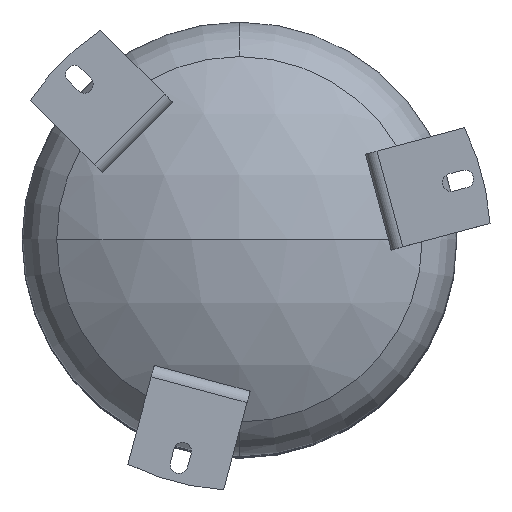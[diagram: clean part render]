
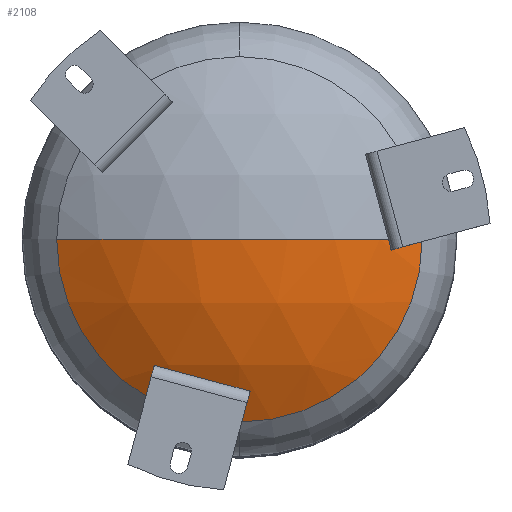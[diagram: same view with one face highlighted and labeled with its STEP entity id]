
A CAD part, top view. The second image highlights one B-rep face of the part: STEP entity #2108.
In plain terms, the highlighted spherical face has radius 170 mm.
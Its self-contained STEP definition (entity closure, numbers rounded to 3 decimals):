
#1667=CARTESIAN_POINT('',(37.176,-3.792,97.959));
#1668=DIRECTION('',(0.,1.,0.));
#1669=DIRECTION('',(0.,0.,1.));
#1670=AXIS2_PLACEMENT_3D('',#1667,#1668,#1669);
#1672=CARTESIAN_POINT('',(37.176,-3.792,97.959));
#1673=DIRECTION('',(0.,-1.,0.));
#1674=DIRECTION('',(0.,0.,1.));
#1675=AXIS2_PLACEMENT_3D('',#1672,#1673,#1674);
#1677=CARTESIAN_POINT('',(37.176,-3.792,240.859));
#1678=DIRECTION('',(0.,0.,1.));
#1679=DIRECTION('',(0.,-1.,0.));
#1680=AXIS2_PLACEMENT_3D('',#1677,#1678,#1679);
#1682=CARTESIAN_POINT('',(37.176,-3.792,240.859));
#1683=DIRECTION('',(0.,0.,1.));
#1684=DIRECTION('',(-1.,0.,0.));
#1685=AXIS2_PLACEMENT_3D('',#1682,#1683,#1684);
#1735=CARTESIAN_POINT('',(37.176,-3.792,267.959));
#1736=CARTESIAN_POINT('',(-54.907,-3.792,
240.859));
#1737=VERTEX_POINT('',#1735);
#1738=VERTEX_POINT('',#1736);
#1771=CARTESIAN_POINT('',(129.26,-3.792,240.859));
#1772=VERTEX_POINT('',#1771);
#1773=CARTESIAN_POINT('',(37.176,-95.875,240.859));
#1774=VERTEX_POINT('',#1773);
#2097=CARTESIAN_POINT('',(37.176,-3.792,97.959));
#2098=DIRECTION('',(0.,1.,0.));
#2099=DIRECTION('',(1.,0.,0.));
#2100=AXIS2_PLACEMENT_3D('',#2097,#2098,#2099);
#2101=SPHERICAL_SURFACE('',#2100,170.);
#2102=ORIENTED_EDGE('',*,*,#2092,.F.);
#2103=ORIENTED_EDGE('',*,*,#2090,.T.);
#2104=ORIENTED_EDGE('',*,*,#2059,.F.);
#2105=ORIENTED_EDGE('',*,*,#2076,.F.);
#2106=EDGE_LOOP('',(#2102,#2103,#2104,#2105));
#2107=FACE_OUTER_BOUND('',#2106,.F.);
#2108=ADVANCED_FACE('',(#2107),#2101,.T.);
#1671=CIRCLE('',#1670,170.);
#1676=CIRCLE('',#1675,170.);
#1681=CIRCLE('',#1680,92.083);
#1686=CIRCLE('',#1685,92.083);
#2059=EDGE_CURVE('',#1774,#1772,#1681,.T.);
#2076=EDGE_CURVE('',#1738,#1774,#1686,.T.);
#2090=EDGE_CURVE('',#1737,#1772,#1671,.T.);
#2092=EDGE_CURVE('',#1737,#1738,#1676,.T.);
